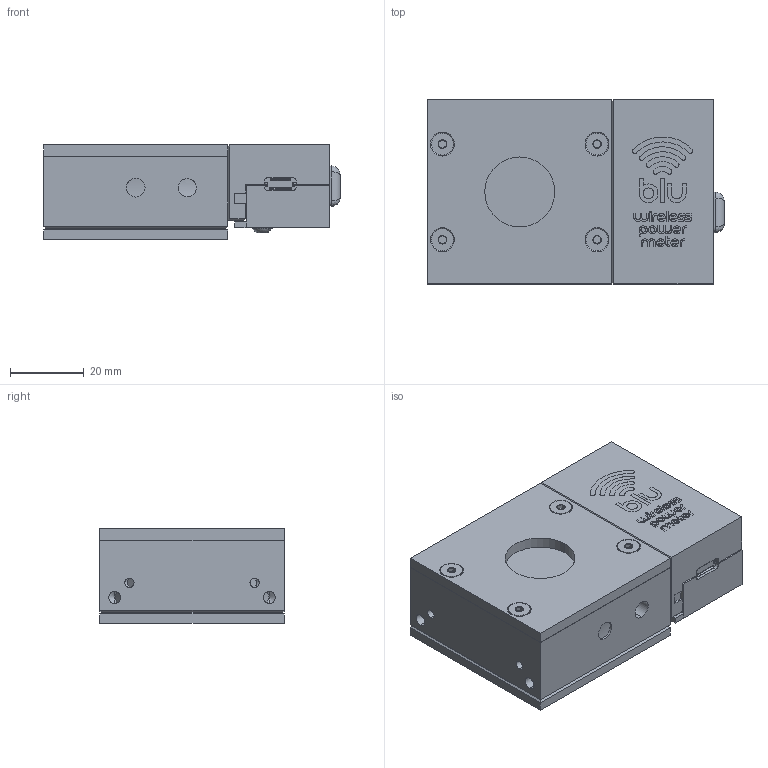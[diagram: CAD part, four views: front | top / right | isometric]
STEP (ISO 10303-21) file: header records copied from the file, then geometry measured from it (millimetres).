
FILE_DESCRIPTION (( 'STEP AP214' ), '1' );
FILE_NAME ('SK-9721 UP19K-15S-H5-BLU.STEP', '2017-11-13T14:05:18', ( '' ), ( '' ), 'SwSTEP 2.0', 'SolidWorks 2016', '' );
FILE_SCHEMA (( 'AUTOMOTIVE_DESIGN' ));
Length unit declared in the file: millimetre
Products named in the file (1): SK-9721 UP19K-15S-H5-BLU
Bounding box: 80.57 x 50 x 25.65 mm (x, y, z)
Volume: 91761.1 mm3; surface area: 28361.9 mm2
Topology: 8 solids, 11 shells, 1758 faces, 4852 edges, 3174 vertices
Faces by surface type: cylinder 947, plane 432, bspline 261, cone 110, sphere 4, torus 4
Entity records: 94240 total; most frequent: CARTESIAN_POINT 36233, ORIENTED_EDGE 9684, DIRECTION 6124, EDGE_CURVE 4842, VERTEX_POINT 3174, VECTOR 2214, LINE 2214, AXIS2_PLACEMENT_3D 1955
